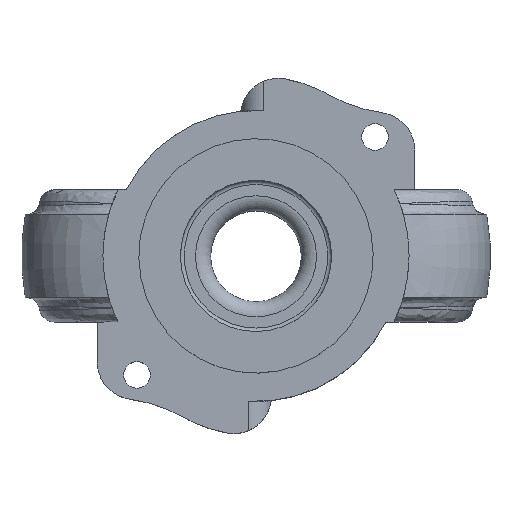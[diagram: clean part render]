
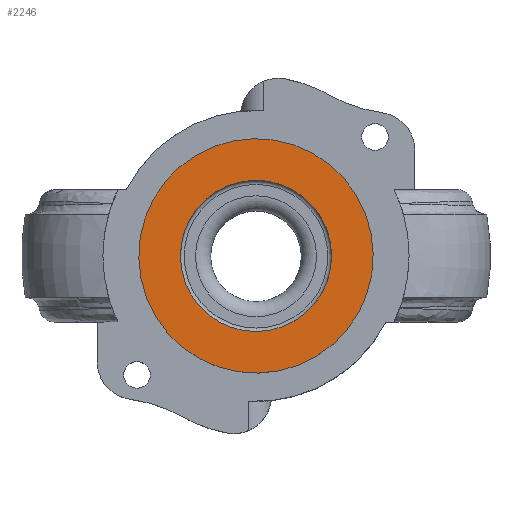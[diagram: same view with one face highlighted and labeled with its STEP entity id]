
A CAD part, top view. The second image highlights one B-rep face of the part: STEP entity #2246.
In plain terms, the highlighted planar face has unit normal (0, 0, 1).
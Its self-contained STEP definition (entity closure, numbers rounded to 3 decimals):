
#53=FACE_BOUND('',#583,.T.);
#316=PLANE('',#2469);
#451=FACE_OUTER_BOUND('',#582,.T.);
#582=EDGE_LOOP('',(#1994,#1995));
#583=EDGE_LOOP('',(#1996,#1997));
#697=CIRCLE('',#2464,10.);
#698=CIRCLE('',#2465,10.);
#701=CIRCLE('',#2470,15.5);
#702=CIRCLE('',#2471,15.5);
#1024=VERTEX_POINT('',#5664);
#1025=VERTEX_POINT('',#5666);
#1026=VERTEX_POINT('',#5673);
#1027=VERTEX_POINT('',#5674);
#1346=EDGE_CURVE('',#1025,#1024,#697,.T.);
#1347=EDGE_CURVE('',#1024,#1025,#698,.T.);
#1350=EDGE_CURVE('',#1026,#1027,#701,.T.);
#1351=EDGE_CURVE('',#1027,#1026,#702,.T.);
#1994=ORIENTED_EDGE('',*,*,#1350,.F.);
#1995=ORIENTED_EDGE('',*,*,#1351,.F.);
#1996=ORIENTED_EDGE('',*,*,#1346,.T.);
#1997=ORIENTED_EDGE('',*,*,#1347,.T.);
#2246=ADVANCED_FACE('',(#451,#53),#316,.T.);
#2464=AXIS2_PLACEMENT_3D('',#5667,#2963,#2964);
#2465=AXIS2_PLACEMENT_3D('',#5668,#2965,#2966);
#2469=AXIS2_PLACEMENT_3D('',#5672,#2973,#2974);
#2470=AXIS2_PLACEMENT_3D('',#5675,#2975,#2976);
#2471=AXIS2_PLACEMENT_3D('',#5676,#2977,#2978);
#2963=DIRECTION('center_axis',(0.,0.,-1.));
#2964=DIRECTION('ref_axis',(0.981,0.193,0.));
#2965=DIRECTION('center_axis',(0.,0.,-1.));
#2966=DIRECTION('ref_axis',(0.981,0.193,0.));
#2973=DIRECTION('center_axis',(0.,0.,1.));
#2974=DIRECTION('ref_axis',(0.193,-0.981,0.));
#2975=DIRECTION('center_axis',(0.,0.,-1.));
#2976=DIRECTION('ref_axis',(0.981,0.193,0.));
#2977=DIRECTION('center_axis',(0.,0.,-1.));
#2978=DIRECTION('ref_axis',(0.981,0.193,0.));
#5664=CARTESIAN_POINT('',(-9.812,-1.931,0.872));
#5666=CARTESIAN_POINT('',(9.812,1.931,0.872));
#5667=CARTESIAN_POINT('Origin',(0.,0.,0.872));
#5668=CARTESIAN_POINT('Origin',(0.,0.,0.872));
#5672=CARTESIAN_POINT('Origin',(12.51,2.462,0.872));
#5673=CARTESIAN_POINT('',(15.208,2.993,0.872));
#5674=CARTESIAN_POINT('',(-15.208,-2.993,0.872));
#5675=CARTESIAN_POINT('Origin',(0.,0.,0.872));
#5676=CARTESIAN_POINT('Origin',(0.,0.,0.872));
